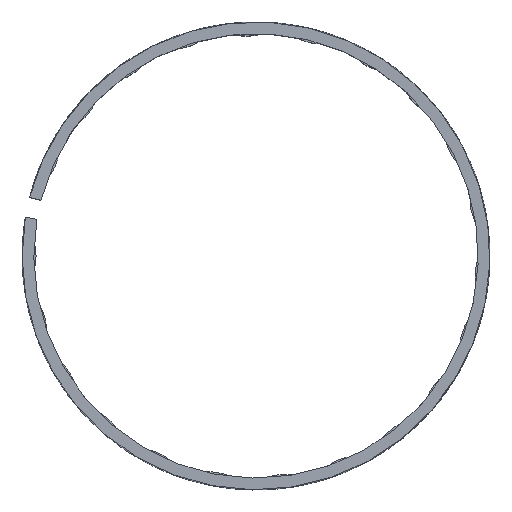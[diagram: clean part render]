
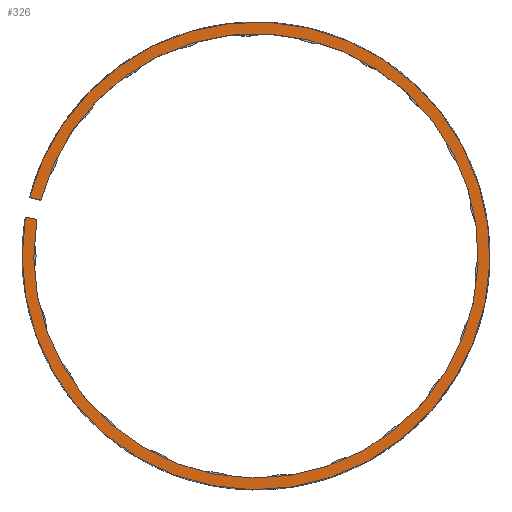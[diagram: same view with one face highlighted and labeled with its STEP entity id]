
A CAD part, top view. The second image highlights one B-rep face of the part: STEP entity #326.
In plain terms, the highlighted planar face has unit normal (0, 0, 1).
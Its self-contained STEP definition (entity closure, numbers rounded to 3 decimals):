
#326 = ADVANCED_FACE( '', ( #779 ), #780, .T. );
#779 = FACE_OUTER_BOUND( '', #1356, .T. );
#780 = PLANE( '', #1357 );
#1356 = EDGE_LOOP( '', ( #2265, #2266, #2267, #2268 ) );
#1357 = AXIS2_PLACEMENT_3D( '', #2269, #2270, #2271 );
#2265 = ORIENTED_EDGE( '', *, *, #3775, .T. );
#2266 = ORIENTED_EDGE( '', *, *, #3723, .T. );
#2267 = ORIENTED_EDGE( '', *, *, #3612, .T. );
#2268 = ORIENTED_EDGE( '', *, *, #3776, .F. );
#2269 = CARTESIAN_POINT( '', ( 0., 0., 6.001 ) );
#2270 = DIRECTION( '', ( 0., 0., 1. ) );
#2271 = DIRECTION( '', ( 1., 0., 0. ) );
#3612 = EDGE_CURVE( '', #4389, #4387, #4390, .T. );
#3723 = EDGE_CURVE( '', #4561, #4389, #4562, .T. );
#3775 = EDGE_CURVE( '', #4644, #4561, #4645, .T. );
#3776 = EDGE_CURVE( '', #4644, #4387, #4646, .T. );
#4387 = VERTEX_POINT( '', #5369 );
#4389 = VERTEX_POINT( '', #5372 );
#4390 = LINE( '', #5373, #5374 );
#4561 = VERTEX_POINT( '', #5565 );
#4562 = CIRCLE( '', #5566, 18.835 );
#4644 = VERTEX_POINT( '', #5662 );
#4645 = LINE( '', #5663, #5664 );
#4646 = CIRCLE( '', #5665, 17.893 );
#5369 = CARTESIAN_POINT( '', ( -17.323, 4.48, 6.001 ) );
#5372 = CARTESIAN_POINT( '', ( -18.235, 4.716, 6.001 ) );
#5373 = CARTESIAN_POINT( '', ( -18.235, 4.716, 6.001 ) );
#5374 = VECTOR( '', #6470, 1000. );
#5565 = CARTESIAN_POINT( '', ( -18.577, 3.109, 6.001 ) );
#5566 = AXIS2_PLACEMENT_3D( '', #6683, #6684, #6685 );
#5662 = CARTESIAN_POINT( '', ( -17.648, 2.953, 6.001 ) );
#5663 = CARTESIAN_POINT( '', ( -17.648, 2.953, 6.001 ) );
#5664 = VECTOR( '', #6772, 1000. );
#5665 = AXIS2_PLACEMENT_3D( '', #6773, #6774, #6775 );
#6470 = DIRECTION( '', ( 0.968, -0.25, 0. ) );
#6683 = CARTESIAN_POINT( '', ( 0., 0., 6.001 ) );
#6684 = DIRECTION( '', ( 0., 0., 1. ) );
#6685 = DIRECTION( '', ( 1., 0., 0. ) );
#6772 = DIRECTION( '', ( -0.986, 0.165, 0. ) );
#6773 = CARTESIAN_POINT( '', ( 0., 0., 6.001 ) );
#6774 = DIRECTION( '', ( 0., 0., 1. ) );
#6775 = DIRECTION( '', ( 1., 0., 0. ) );
